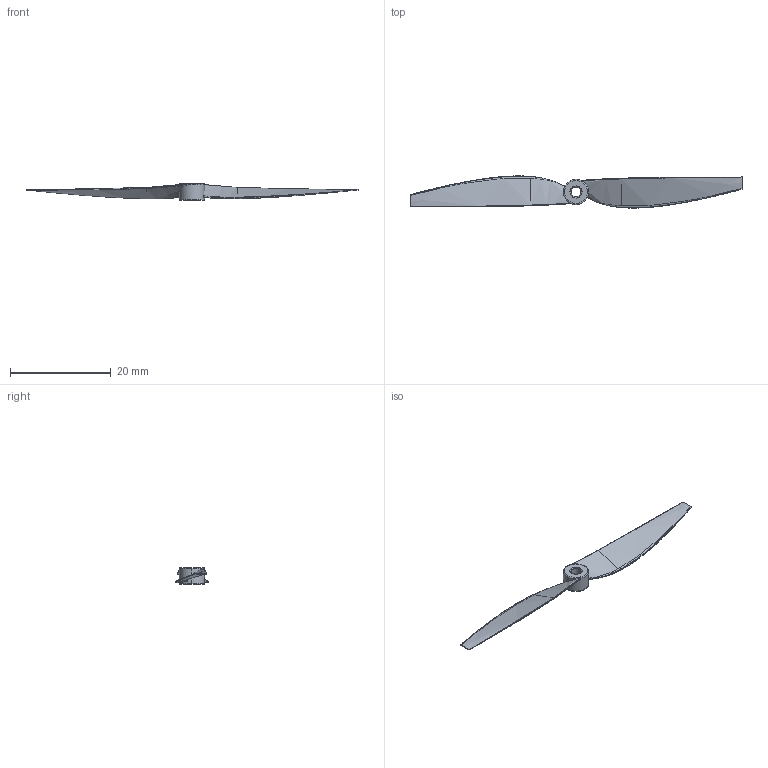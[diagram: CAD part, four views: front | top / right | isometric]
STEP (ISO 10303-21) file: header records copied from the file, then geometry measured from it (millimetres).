
FILE_DESCRIPTION (( 'STEP AP203' ), '1' );
FILE_NAME ('Propeller_Default_sldprt.STEP', '2022-11-11T04:04:40', ( '' ), ( '' ), 'SwSTEP 2.0', 'SolidWorks 2021', '' );
FILE_SCHEMA (( 'CONFIG_CONTROL_DESIGN' ));
Length unit declared in the file: millimetre
Products named in the file (1): Propeller_Default_sldprt
Bounding box: 65.77 x 6.37 x 3.36 mm (x, y, z)
Volume: 114.9 mm3; surface area: 735.2 mm2
Topology: 1 solids, 1 shells, 56 faces, 177 edges, 123 vertices
Faces by surface type: bspline 36, torus 8, cylinder 6, plane 6
Entity records: 4000 total; most frequent: CARTESIAN_POINT 2703, ORIENTED_EDGE 354, EDGE_CURVE 177, B_SPLINE_CURVE_WITH_KNOTS 143, VERTEX_POINT 123, DIRECTION 102, EDGE_LOOP 58, ADVANCED_FACE 56
